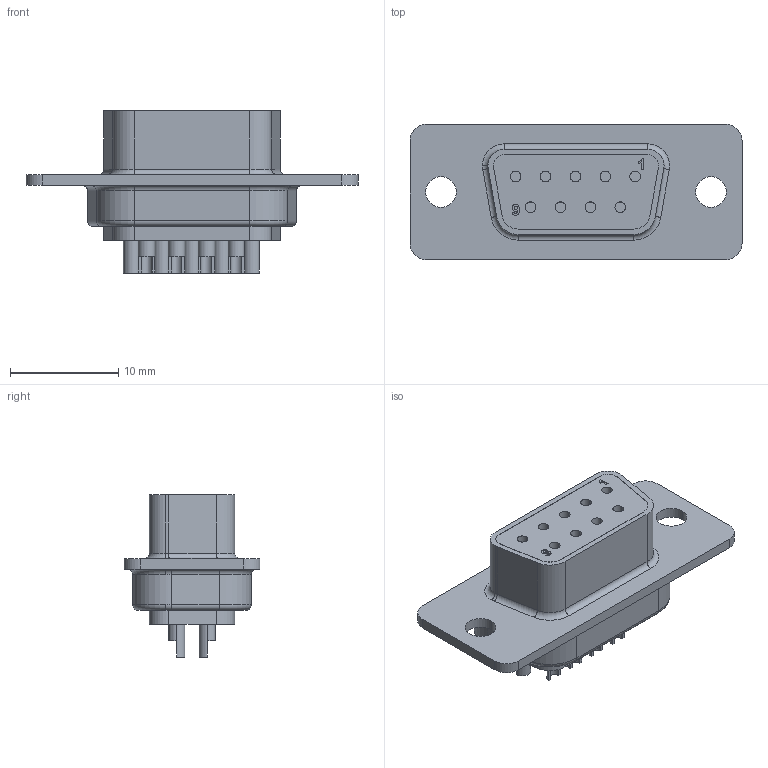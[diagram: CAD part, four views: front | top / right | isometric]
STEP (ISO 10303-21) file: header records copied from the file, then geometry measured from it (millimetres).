
FILE_DESCRIPTION (( 'STEP AP214' ), '1' );
FILE_NAME ('FMCN45985_3D.step', '2023-10-04T16:34:27', ( '' ), ( '' ), 'SwSTEP 2.0', 'SolidWorks 2022', '' );
FILE_SCHEMA (( 'AUTOMOTIVE_DESIGN' ));
Length unit declared in the file: inch
Products named in the file (1): FMCN45985_3D
Bounding box: 30.73 x 12.55 x 15.01 mm (x, y, z)
Volume: 1942 mm3; surface area: 1700.6 mm2
Topology: 1 solids, 1 shells, 221 faces, 513 edges, 319 vertices
Faces by surface type: cylinder 98, plane 89, torus 20, bspline 14
Entity records: 9271 total; most frequent: CARTESIAN_POINT 1900, DIRECTION 1124, ORIENTED_EDGE 1026, EDGE_CURVE 513, AXIS2_PLACEMENT_3D 431, VERTEX_POINT 319, VECTOR 262, LINE 262
